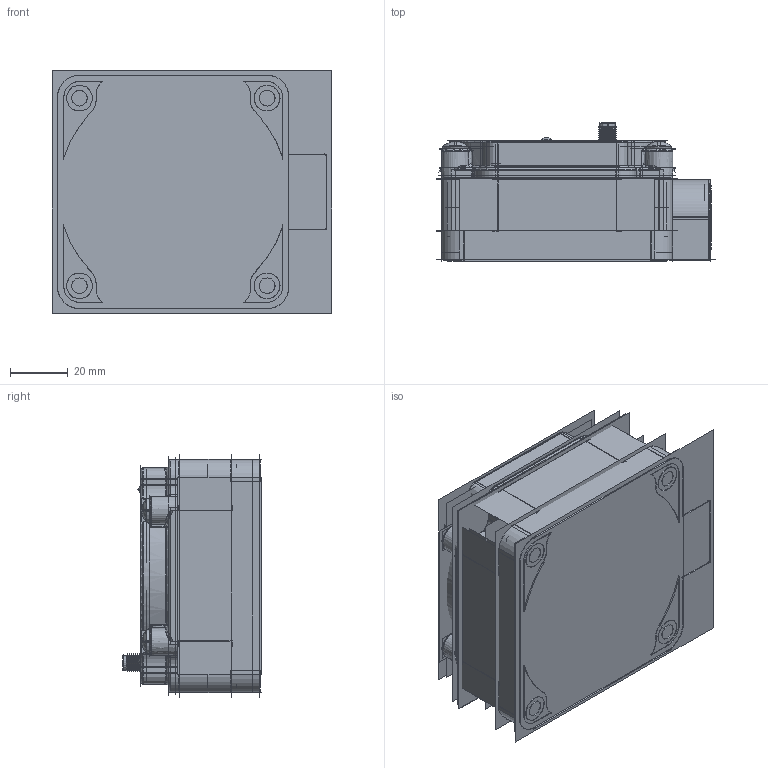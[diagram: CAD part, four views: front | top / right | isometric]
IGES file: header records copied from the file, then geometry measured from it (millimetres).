
Start section:  PTC IGES file: 188761.igs
Global section: file name: 188761.igs; native system: Creo Parametric by Parametric Technology Corporation; preprocessor: 2013230; author: pdmadmin; organization: Unknown; date: 20160128.142300; units: millimetre
Bounding box: 96.87 x 48.14 x 84.12 mm (x, y, z)
Volume: 67908.5 mm3; surface area: 443983.3 mm2
Topology: 10 solids, 15 shells, 1800 faces, 9108 edges, 11621 vertices
Faces by surface type: revolution 1194, bspline 606
